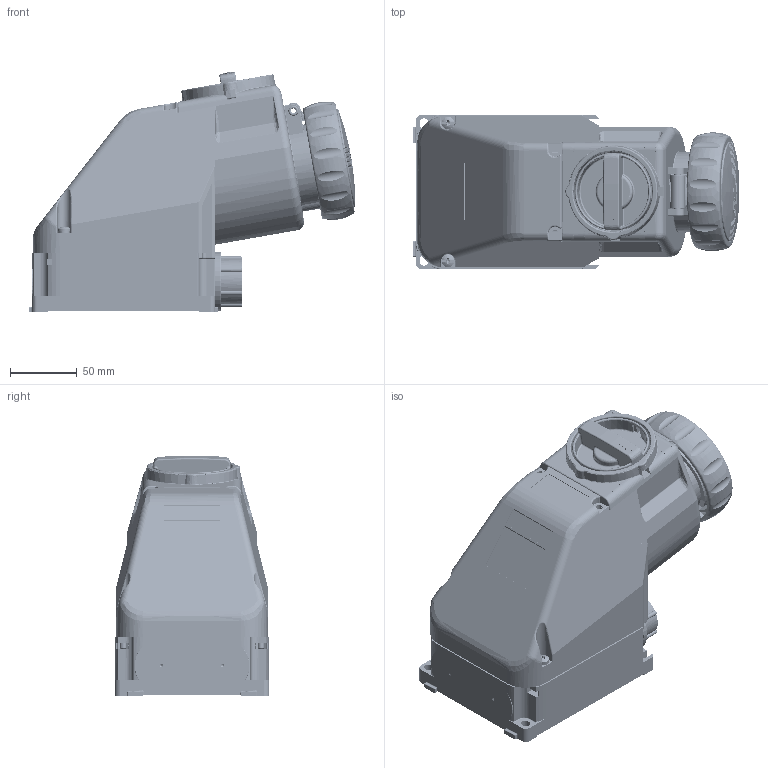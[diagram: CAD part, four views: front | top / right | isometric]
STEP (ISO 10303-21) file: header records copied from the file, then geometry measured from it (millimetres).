
FILE_DESCRIPTION (( 'STEP AP214' ), '1' );
FILE_NAME ('8570_21-405-ap214.STEP', '2020-01-31T10:35:29', ( '' ), ( '' ), 'SwSTEP 2.0', 'SolidWorks 2018', '' );
FILE_SCHEMA (( 'AUTOMOTIVE_DESIGN' ));
Length unit declared in the file: millimetre
Products named in the file (43): 214169_Vereinfacht; 85_759_01_94_0_montiert; 85_709_03_05_0_Dichtung; 81_660_02_01_0_O-Ring; 506_797_0_geb”rdelt; 85_709_05_05_0; 85_709_05_05_0_Vereinfacht; 80_949_02_94_0; 85_709_06_51_0; 505_697_0; 85_709_01_31_0_150698_Form_2; 85_709_03_05_0; 85_709_17_14_0; 85_709_03_05_0_150729; 85_439_01_42_0; 85_439_01_15_0; 85_709_03_94_0_montiert; 85_700_37_49_0_Standard ; 509_643_1; 85_709_11_28_0_85_709_13_28_0_150807; 110939_M4_10; 214170_8570 einbau; 85_709_01_16_0; 8570_21-405-ap214; 81_660_02_01_0_Rohrstutzen; 85_709_03_49_0_150733; 110935; 110939_Platte10; 82_900_09_59_0_ohne Beschriftung; 85_709_05_05_0_Dichtung; 110939; 85_709_27_04_0; 81_660_02_01_0; 509_643_0; 110939_FederringM4; 221942; 82_909_02_59_0_ohne Beschriftung; 504_737_0; 85_709_17_14_0Dichtung; 515_610_0 ...
Assembly tree (65 placements, depth 5):
  8570_21-405-ap214
    85_709_27_04_0
    85_700_37_49_0_Standard 
      85_709_03_49_0_150733
      85_700_04_16_0_168369
        85_709_17_14_0
          85_709_17_14_0
          85_709_17_14_0Dichtung
        85_709_01_16_0
        85_439_01_15_0  x4
        85_439_01_42_0  x4
        85_709_03_94_0_montiert  x4
        214169_Vereinfacht
        214170_8570 einbau
      85_709_01_31_0_150698_Form_2
      85_709_06_51_0
      80_949_02_94_0
      506_797_0_geb”rdelt
      85_759_01_94_0_montiert
      85_709_11_28_0_85_709_13_28_0_150807
      85_709_05_05_0
        85_709_05_05_0_Vereinfacht
        85_709_05_05_0_Dichtung
      85_709_06_14_0_150765  x4
      221942  x4
      505_697_0  x2
      110939  x5
        110939_M4_10
        110939_Platte10
        110939_FederringM4
      504_737_0
    110935  x4
      509_643_0
      509_643_1
    82_900_09_59_0_ohne Beschriftung
      82_909_02_59_0_ohne Beschriftung
      515_610_0
    85_709_03_05_0_150729
      85_709_03_05_0_Dichtung
      85_709_03_05_0
    81_660_02_01_0
      81_660_02_01_0_Rohrstutzen
      81_660_02_01_0_O-Ring
Bounding box: 244.39 x 115 x 179.94 mm (x, y, z)
Volume: 728122.7 mm3; surface area: 444738 mm2
Topology: 67 solids, 67 shells, 8169 faces, 22048 edges, 14156 vertices
Faces by surface type: plane 3594, cylinder 1841, bspline 1792, torus 426, cone 335, sphere 181
Entity records: 266152 total; most frequent: CARTESIAN_POINT 107973, ORIENTED_EDGE 35134, DIRECTION 29092, EDGE_CURVE 17567, VERTEX_POINT 11314, VECTOR 9814, LINE 9814, AXIS2_PLACEMENT_3D 9639
